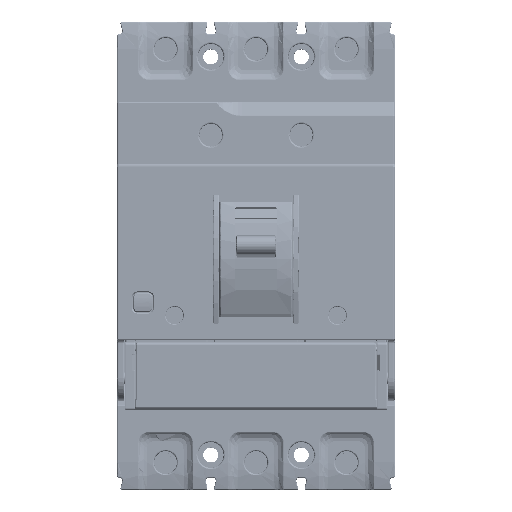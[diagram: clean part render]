
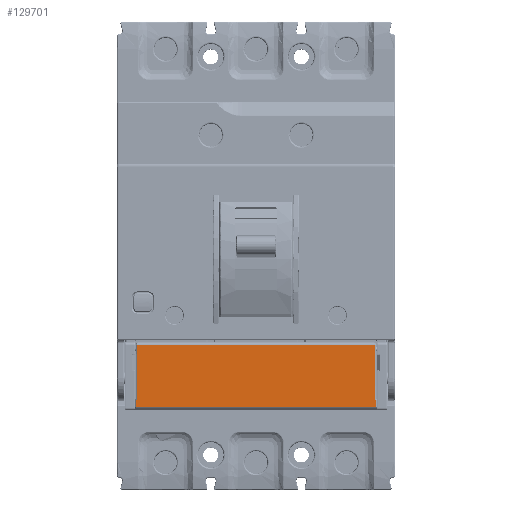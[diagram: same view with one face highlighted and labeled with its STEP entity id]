
A CAD part, top view. The second image highlights one B-rep face of the part: STEP entity #129701.
In plain terms, the highlighted planar face has unit normal (0, 0, 1).
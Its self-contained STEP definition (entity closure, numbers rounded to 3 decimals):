
#1712 = ORIENTED_EDGE ( 'NONE', *, *, #137146, .T. ) ;
#10158 = DIRECTION ( 'NONE',  ( 0., -1., 0. ) ) ;
#10524 = EDGE_CURVE ( 'NONE', #272190, #264955, #73411, .T. ) ;
#10562 = PLANE ( 'NONE',  #151520 ) ;
#11906 = LINE ( 'NONE', #24165, #15841 ) ;
#15841 = VECTOR ( 'NONE', #52793, 1000. ) ;
#18262 = VERTEX_POINT ( 'NONE', #46241 ) ;
#20427 = CARTESIAN_POINT ( 'NONE',  ( 6.55, 38., 78. ) ) ;
#21404 = LINE ( 'NONE', #20427, #291344 ) ;
#21916 = ORIENTED_EDGE ( 'NONE', *, *, #237403, .T. ) ;
#24165 = CARTESIAN_POINT ( 'NONE',  ( 46., 27.5, 78. ) ) ;
#33466 = DIRECTION ( 'NONE',  ( 1., 0., 0. ) ) ;
#33524 = CARTESIAN_POINT ( 'NONE',  ( 6.25, 29.7, 78. ) ) ;
#46241 = CARTESIAN_POINT ( 'NONE',  ( 85.75, 27.5, 78. ) ) ;
#52793 = DIRECTION ( 'NONE',  ( 1., 0., 0. ) ) ;
#70878 = CARTESIAN_POINT ( 'NONE',  ( 46., 29.7, 78. ) ) ;
#73411 = LINE ( 'NONE', #87934, #159391 ) ;
#82804 = ORIENTED_EDGE ( 'NONE', *, *, #295834, .F. ) ;
#85066 = CARTESIAN_POINT ( 'NONE',  ( 46., 29.7, 78. ) ) ;
#87934 = CARTESIAN_POINT ( 'NONE',  ( 85.45, 38., 78. ) ) ;
#92442 = DIRECTION ( 'NONE',  ( 0., -1., 0. ) ) ;
#96036 = CARTESIAN_POINT ( 'NONE',  ( 85.45, 29.7, 78. ) ) ;
#123787 = ORIENTED_EDGE ( 'NONE', *, *, #329354, .T. ) ;
#129651 = VERTEX_POINT ( 'NONE', #134226 ) ;
#129701 = ADVANCED_FACE ( 'NONE', ( #213290 ), #10562, .T. ) ;
#134226 = CARTESIAN_POINT ( 'NONE',  ( 6.25, 27.5, 78. ) ) ;
#134969 = VECTOR ( 'NONE', #177022, 1000. ) ;
#137146 = EDGE_CURVE ( 'NONE', #162202, #307075, #208780, .T. ) ;
#146257 = EDGE_CURVE ( 'NONE', #232358, #264955, #302694, .T. ) ;
#151520 = AXIS2_PLACEMENT_3D ( 'NONE', #244873, #241492, #33466 ) ;
#155440 = DIRECTION ( 'NONE',  ( 0., 1., 0. ) ) ;
#159391 = VECTOR ( 'NONE', #10158, 1000. ) ;
#162059 = CARTESIAN_POINT ( 'NONE',  ( 46., 47.845, 78. ) ) ;
#162202 = VERTEX_POINT ( 'NONE', #302738 ) ;
#170984 = CARTESIAN_POINT ( 'NONE',  ( 6.55, 47.845, 78. ) ) ;
#173787 = DIRECTION ( 'NONE',  ( -1., 0., 0. ) ) ;
#177022 = DIRECTION ( 'NONE',  ( 0., 1., 0. ) ) ;
#180905 = VECTOR ( 'NONE', #92442, 1000. ) ;
#190190 = DIRECTION ( 'NONE',  ( -1., 0., 0. ) ) ;
#192471 = ORIENTED_EDGE ( 'NONE', *, *, #277305, .T. ) ;
#195254 = EDGE_CURVE ( 'NONE', #18262, #232358, #253565, .T. ) ;
#205288 = EDGE_LOOP ( 'NONE', ( #192471, #311965, #338464, #250961, #21916, #82804, #1712, #123787 ) ) ;
#208780 = LINE ( 'NONE', #70878, #298477 ) ;
#213290 = FACE_OUTER_BOUND ( 'NONE', #205288, .T. ) ;
#215195 = VERTEX_POINT ( 'NONE', #170984 ) ;
#215537 = CARTESIAN_POINT ( 'NONE',  ( 85.75, 29.7, 78. ) ) ;
#232358 = VERTEX_POINT ( 'NONE', #215537 ) ;
#237403 = EDGE_CURVE ( 'NONE', #272190, #215195, #332040, .T. ) ;
#239647 = DIRECTION ( 'NONE',  ( -1., 0., 0. ) ) ;
#241492 = DIRECTION ( 'NONE',  ( 0., 0., 1. ) ) ;
#244873 = CARTESIAN_POINT ( 'NONE',  ( 46., 38., 78. ) ) ;
#250961 = ORIENTED_EDGE ( 'NONE', *, *, #10524, .F. ) ;
#253565 = LINE ( 'NONE', #333525, #134969 ) ;
#264955 = VERTEX_POINT ( 'NONE', #96036 ) ;
#272190 = VERTEX_POINT ( 'NONE', #334599 ) ;
#277305 = EDGE_CURVE ( 'NONE', #129651, #18262, #11906, .T. ) ;
#291344 = VECTOR ( 'NONE', #155440, 1000. ) ;
#295834 = EDGE_CURVE ( 'NONE', #162202, #215195, #21404, .T. ) ;
#298477 = VECTOR ( 'NONE', #173787, 1000. ) ;
#302694 = LINE ( 'NONE', #85066, #331300 ) ;
#302738 = CARTESIAN_POINT ( 'NONE',  ( 6.55, 29.7, 78. ) ) ;
#306953 = VECTOR ( 'NONE', #239647, 1000. ) ;
#307075 = VERTEX_POINT ( 'NONE', #33524 ) ;
#311965 = ORIENTED_EDGE ( 'NONE', *, *, #195254, .T. ) ;
#319841 = LINE ( 'NONE', #327829, #180905 ) ;
#327829 = CARTESIAN_POINT ( 'NONE',  ( 6.25, 38., 78. ) ) ;
#329354 = EDGE_CURVE ( 'NONE', #307075, #129651, #319841, .T. ) ;
#331300 = VECTOR ( 'NONE', #190190, 1000. ) ;
#332040 = LINE ( 'NONE', #162059, #306953 ) ;
#333525 = CARTESIAN_POINT ( 'NONE',  ( 85.75, 38., 78. ) ) ;
#334599 = CARTESIAN_POINT ( 'NONE',  ( 85.45, 47.845, 78. ) ) ;
#338464 = ORIENTED_EDGE ( 'NONE', *, *, #146257, .T. ) ;
